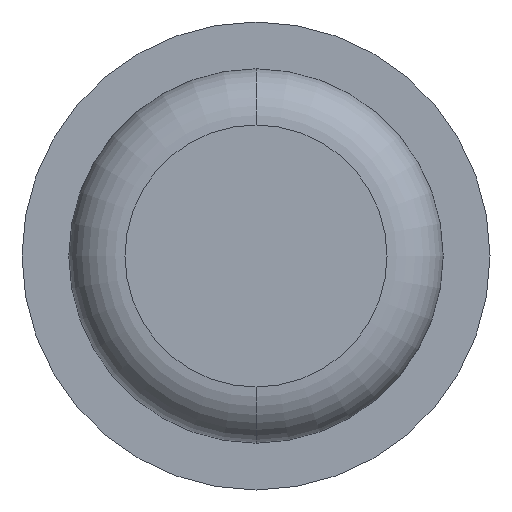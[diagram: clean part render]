
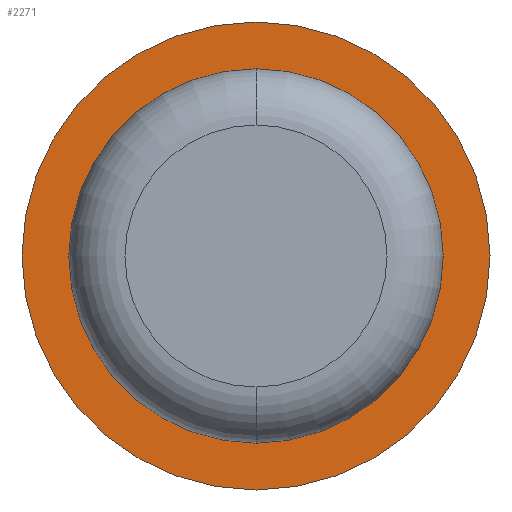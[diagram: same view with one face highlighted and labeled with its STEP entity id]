
A CAD part, front view. The second image highlights one B-rep face of the part: STEP entity #2271.
In plain terms, the highlighted planar face has unit normal (0, -1, 0).
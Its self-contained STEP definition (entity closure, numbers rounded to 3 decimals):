
#111 = EDGE_CURVE ( 'Defeature ausgef�hrt3_2+Defeature ausgef�hrt3_3+Defeature ausgef�hrt3_3+Defeature ausgef�hrt3_3', #2638, #2298, #451, .T. ) ;
#136 = DIRECTION ( 'NONE',  ( 0., 1., 0. ) ) ;
#240 = CARTESIAN_POINT ( 'NONE',  ( 1.25, -0.6, 0. ) ) ;
#269 = CARTESIAN_POINT ( 'NONE',  ( 0., -0.6, 0. ) ) ;
#387 = AXIS2_PLACEMENT_3D ( 'NONE', #2090, #1698, #429 ) ;
#429 = DIRECTION ( 'NONE',  ( 0., 0., 1. ) ) ;
#451 = CIRCLE ( 'NONE', #574, 1. ) ;
#485 = DIRECTION ( 'NONE',  ( 0., 1., 0. ) ) ;
#550 = ORIENTED_EDGE ( 'NONE', *, *, #1775, .F. ) ;
#574 = AXIS2_PLACEMENT_3D ( 'NONE', #269, #485, #1956 ) ;
#641 = EDGE_LOOP ( 'NONE', ( #550, #1170 ) ) ;
#725 = EDGE_LOOP ( 'NONE', ( #1555, #1073 ) ) ;
#735 = CARTESIAN_POINT ( 'NONE',  ( 0., -0.6, 0. ) ) ;
#743 = EDGE_CURVE ( 'Defeature ausgef�hrt3_1+Defeature ausgef�hrt3_2+Defeature ausgef�hrt3_2+Defeature ausgef�hrt3_2', #1283, #1562, #2419, .T. ) ;
#840 = DIRECTION ( 'NONE',  ( 0., 0., 1. ) ) ;
#902 = AXIS2_PLACEMENT_3D ( 'NONE', #240, #2110, #840 ) ;
#916 = AXIS2_PLACEMENT_3D ( 'NONE', #2634, #136, #2009 ) ;
#936 = DIRECTION ( 'NONE',  ( 0., 1., 0. ) ) ;
#966 = CARTESIAN_POINT ( 'NONE',  ( 0., -0.6, 1.25 ) ) ;
#1017 = FACE_OUTER_BOUND ( 'NONE', #641, .T. ) ;
#1073 = ORIENTED_EDGE ( 'NONE', *, *, #1983, .T. ) ;
#1155 = DIRECTION ( 'NONE',  ( 0., 0., 1. ) ) ;
#1170 = ORIENTED_EDGE ( 'NONE', *, *, #743, .F. ) ;
#1241 = FACE_BOUND ( 'NONE', #725, .T. ) ;
#1283 = VERTEX_POINT ( 'NONE', #2410 ) ;
#1326 = CIRCLE ( 'NONE', #1885, 1. ) ;
#1555 = ORIENTED_EDGE ( 'NONE', *, *, #111, .T. ) ;
#1562 = VERTEX_POINT ( 'NONE', #966 ) ;
#1698 = DIRECTION ( 'NONE',  ( 0., 1., 0. ) ) ;
#1775 = EDGE_CURVE ( 'Defeature ausgef�hrt3_1+Defeature ausgef�hrt3_2+Defeature ausgef�hrt3_2+Defeature ausgef�hrt3_2', #1562, #1283, #2515, .T. ) ;
#1885 = AXIS2_PLACEMENT_3D ( 'NONE', #735, #936, #1155 ) ;
#1956 = DIRECTION ( 'NONE',  ( 0., 0., 1. ) ) ;
#1983 = EDGE_CURVE ( 'Defeature ausgef�hrt3_2+Defeature ausgef�hrt3_3+Defeature ausgef�hrt3_3+Defeature ausgef�hrt3_3', #2298, #2638, #1326, .T. ) ;
#2009 = DIRECTION ( 'NONE',  ( 0., 0., 1. ) ) ;
#2090 = CARTESIAN_POINT ( 'NONE',  ( 0., -0.6, 0. ) ) ;
#2110 = DIRECTION ( 'NONE',  ( 0., 1., 0. ) ) ;
#2271 = ADVANCED_FACE ( 'Defeature ausgef�hrt3_2', ( #1017, #1241 ), #2320, .F. ) ;
#2298 = VERTEX_POINT ( 'NONE', #2368 ) ;
#2320 = PLANE ( 'NONE',  #902 ) ;
#2368 = CARTESIAN_POINT ( 'NONE',  ( 0., -0.6, -1. ) ) ;
#2410 = CARTESIAN_POINT ( 'NONE',  ( 0., -0.6, -1.25 ) ) ;
#2419 = CIRCLE ( 'NONE', #916, 1.25 ) ;
#2515 = CIRCLE ( 'NONE', #387, 1.25 ) ;
#2634 = CARTESIAN_POINT ( 'NONE',  ( 0., -0.6, 0. ) ) ;
#2638 = VERTEX_POINT ( 'NONE', #2643 ) ;
#2643 = CARTESIAN_POINT ( 'NONE',  ( 0., -0.6, 1. ) ) ;
